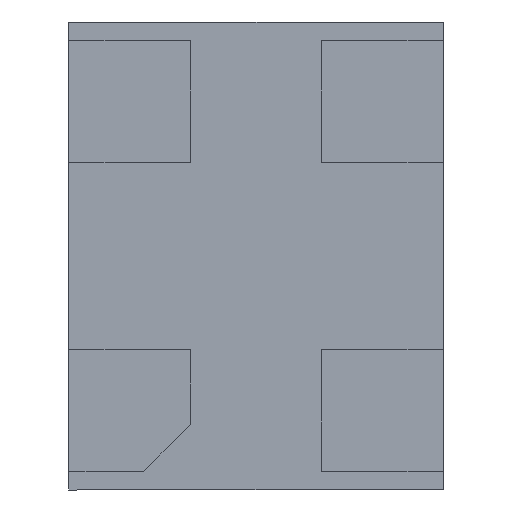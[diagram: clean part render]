
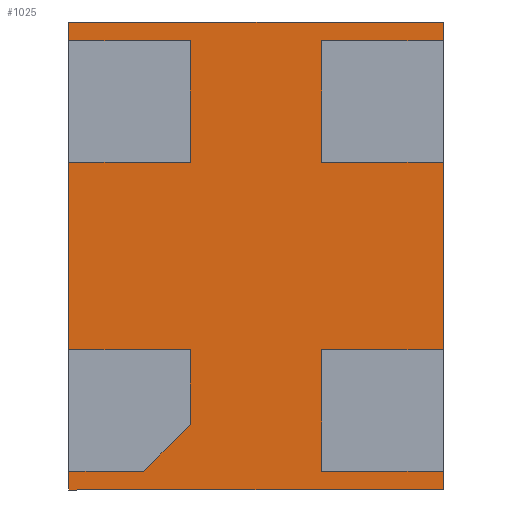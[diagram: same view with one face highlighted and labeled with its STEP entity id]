
A CAD part, front view. The second image highlights one B-rep face of the part: STEP entity #1025.
In plain terms, the highlighted planar face has unit normal (0, -1, 0).
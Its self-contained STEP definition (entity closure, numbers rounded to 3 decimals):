
#86 = DIRECTION ( 'NONE',  ( 0., 0., -1. ) ) ;
#119 = AXIS2_PLACEMENT_3D ( 'NONE', #136, #896, #720 ) ;
#120 = EDGE_LOOP ( 'NONE', ( #556, #213, #422, #893 ) ) ;
#136 = CARTESIAN_POINT ( 'NONE',  ( 0., 0.05, 0. ) ) ;
#156 = VERTEX_POINT ( 'NONE', #915 ) ;
#159 = CARTESIAN_POINT ( 'NONE',  ( -1., 0.05, 1.25 ) ) ;
#184 = VERTEX_POINT ( 'NONE', #333 ) ;
#192 = VECTOR ( 'NONE', #802, 1000. ) ;
#213 = ORIENTED_EDGE ( 'NONE', *, *, #659, .F. ) ;
#252 = CARTESIAN_POINT ( 'NONE',  ( 1., 0.05, 1.25 ) ) ;
#333 = CARTESIAN_POINT ( 'NONE',  ( 1., 0.05, -1.25 ) ) ;
#346 = CARTESIAN_POINT ( 'NONE',  ( 1., 0.05, 1.25 ) ) ;
#357 = EDGE_CURVE ( 'NONE', #1014, #604, #546, .T. ) ;
#373 = CARTESIAN_POINT ( 'NONE',  ( -1., 0.05, 1.25 ) ) ;
#386 = EDGE_CURVE ( 'NONE', #184, #156, #878, .T. ) ;
#402 = FACE_OUTER_BOUND ( 'NONE', #120, .T. ) ;
#422 = ORIENTED_EDGE ( 'NONE', *, *, #357, .F. ) ;
#441 = EDGE_CURVE ( 'NONE', #156, #1014, #891, .T. ) ;
#451 = VECTOR ( 'NONE', #906, 1000. ) ;
#506 = LINE ( 'NONE', #252, #675 ) ;
#546 = LINE ( 'NONE', #373, #728 ) ;
#555 = PLANE ( 'NONE',  #119 ) ;
#556 = ORIENTED_EDGE ( 'NONE', *, *, #386, .F. ) ;
#604 = VERTEX_POINT ( 'NONE', #346 ) ;
#630 = CARTESIAN_POINT ( 'NONE',  ( -1., 0.05, -1.25 ) ) ;
#659 = EDGE_CURVE ( 'NONE', #604, #184, #506, .T. ) ;
#675 = VECTOR ( 'NONE', #86, 1000. ) ;
#692 = CARTESIAN_POINT ( 'NONE',  ( -1., 0.05, 1.25 ) ) ;
#720 = DIRECTION ( 'NONE',  ( -1., 0., 0. ) ) ;
#728 = VECTOR ( 'NONE', #979, 1000. ) ;
#802 = DIRECTION ( 'NONE',  ( -1., 0., 0. ) ) ;
#878 = LINE ( 'NONE', #630, #192 ) ;
#891 = LINE ( 'NONE', #159, #451 ) ;
#893 = ORIENTED_EDGE ( 'NONE', *, *, #441, .F. ) ;
#896 = DIRECTION ( 'NONE',  ( 0., 1., 0. ) ) ;
#906 = DIRECTION ( 'NONE',  ( 0., 0., 1. ) ) ;
#915 = CARTESIAN_POINT ( 'NONE',  ( -1., 0.05, -1.25 ) ) ;
#979 = DIRECTION ( 'NONE',  ( 1., 0., 0. ) ) ;
#1014 = VERTEX_POINT ( 'NONE', #692 ) ;
#1025 = ADVANCED_FACE ( 'NONE', ( #402 ), #555, .F. ) ;
